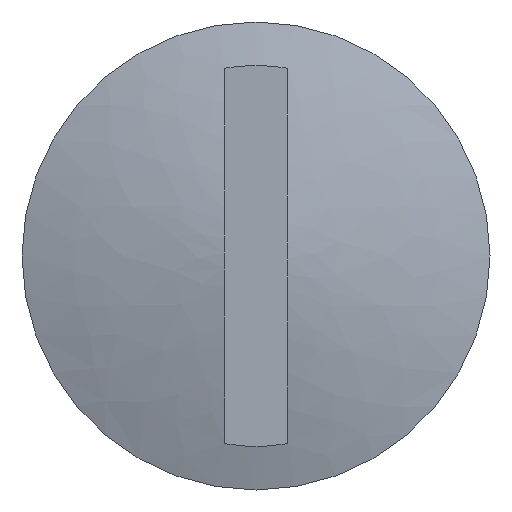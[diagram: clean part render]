
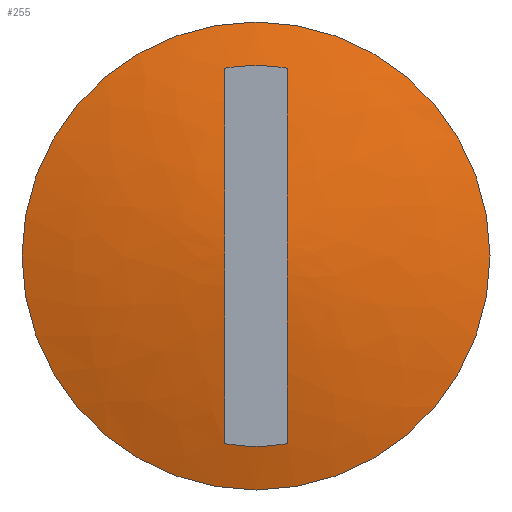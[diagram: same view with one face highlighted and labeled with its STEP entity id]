
A CAD part, left-side view. The second image highlights one B-rep face of the part: STEP entity #255.
In plain terms, the highlighted free-form (B-spline) face has degree [2, 2] with [3, 9] control points.
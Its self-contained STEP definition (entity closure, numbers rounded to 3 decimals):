
#28=(
BOUNDED_CURVE()
B_SPLINE_CURVE(2,(#983,#984,#985),.UNSPECIFIED.,.F.,.F.)
B_SPLINE_CURVE_WITH_KNOTS((3,3),(1.273,1.312),
 .UNSPECIFIED.)
CURVE()
GEOMETRIC_REPRESENTATION_ITEM()
RATIONAL_B_SPLINE_CURVE((1.,0.999,0.999))
REPRESENTATION_ITEM('')
);
#29=(
BOUNDED_SURFACE()
B_SPLINE_SURFACE(2,2,((#952,#953,#954,#955,#956,#957,#958,#959,#960),(#961,
#962,#963,#964,#965,#966,#967,#968,#969),(#970,#971,#972,#973,#974,#975,
#976,#977,#978)),.UNSPECIFIED.,.F.,.T.,.F.)
B_SPLINE_SURFACE_WITH_KNOTS((3,3),(3,2,2,2,3),(-1.45,-1.273),
(-3.142,-1.571,0.,1.571,3.142),
 .UNSPECIFIED.)
GEOMETRIC_REPRESENTATION_ITEM()
RATIONAL_B_SPLINE_SURFACE(((1.,0.707,1.,0.707,1.,
0.707,1.,0.707,1.),(0.996,0.704,
0.996,0.704,0.996,0.704,0.996,
0.704,0.996),(1.,0.707,1.,0.707,
1.,0.707,1.,0.707,1.)))
REPRESENTATION_ITEM('')
SURFACE()
);
#65=FACE_OUTER_BOUND('',#85,.T.);
#85=EDGE_LOOP('',(#211,#212,#213,#214,#215,#216,#217,#218,#219));
#104=CIRCLE('',#309,6.1);
#105=CIRCLE('',#310,6.1);
#106=CIRCLE('',#311,6.1);
#108=CIRCLE('',#315,7.5);
#109=CIRCLE('',#316,7.5);
#126=B_SPLINE_CURVE_WITH_KNOTS('',3,(#908,#909,#910,#911,#912,#913,#914,
#915,#916,#917,#918,#919,#920,#921,#922),.UNSPECIFIED.,.F.,.F.,(4,2,2,3,
2,2,4),(-0.584,-0.323,-0.162,0.,0.162,
0.323,0.584),.UNSPECIFIED.);
#127=B_SPLINE_CURVE_WITH_KNOTS('',3,(#927,#928,#929,#930,#931,#932,#933,
#934,#935,#936,#937,#938,#939,#940,#941),.UNSPECIFIED.,.F.,.F.,(4,2,2,3,
2,2,4),(-0.584,-0.323,-0.162,0.,0.162,
0.323,0.584),.UNSPECIFIED.);
#137=VERTEX_POINT('',#906);
#138=VERTEX_POINT('',#907);
#139=VERTEX_POINT('',#925);
#140=VERTEX_POINT('',#926);
#141=VERTEX_POINT('',#944);
#143=VERTEX_POINT('',#979);
#144=VERTEX_POINT('',#980);
#163=EDGE_CURVE('',#137,#138,#126,.T.);
#165=EDGE_CURVE('',#139,#140,#127,.T.);
#167=EDGE_CURVE('',#140,#141,#104,.T.);
#168=EDGE_CURVE('',#138,#139,#105,.T.);
#169=EDGE_CURVE('',#141,#137,#106,.T.);
#171=EDGE_CURVE('',#143,#144,#108,.T.);
#172=EDGE_CURVE('',#144,#143,#109,.T.);
#173=EDGE_CURVE('',#144,#141,#28,.T.);
#211=ORIENTED_EDGE('',*,*,#171,.F.);
#212=ORIENTED_EDGE('',*,*,#172,.F.);
#213=ORIENTED_EDGE('',*,*,#173,.T.);
#214=ORIENTED_EDGE('',*,*,#169,.T.);
#215=ORIENTED_EDGE('',*,*,#163,.T.);
#216=ORIENTED_EDGE('',*,*,#168,.T.);
#217=ORIENTED_EDGE('',*,*,#165,.T.);
#218=ORIENTED_EDGE('',*,*,#167,.T.);
#219=ORIENTED_EDGE('',*,*,#173,.F.);
#255=ADVANCED_FACE('',(#65),#29,.F.);
#309=AXIS2_PLACEMENT_3D('',#945,#360,#361);
#310=AXIS2_PLACEMENT_3D('',#946,#362,#363);
#311=AXIS2_PLACEMENT_3D('',#947,#364,#365);
#315=AXIS2_PLACEMENT_3D('',#981,#372,#373);
#316=AXIS2_PLACEMENT_3D('',#982,#374,#375);
#360=DIRECTION('center_axis',(1.,0.,0.));
#361=DIRECTION('ref_axis',(0.,0.,-1.));
#362=DIRECTION('center_axis',(1.,0.,0.));
#363=DIRECTION('ref_axis',(0.,0.,-1.));
#364=DIRECTION('center_axis',(1.,0.,0.));
#365=DIRECTION('ref_axis',(0.,0.,-1.));
#372=DIRECTION('center_axis',(1.,0.,0.));
#373=DIRECTION('ref_axis',(0.,0.,-1.));
#374=DIRECTION('center_axis',(1.,0.,0.));
#375=DIRECTION('ref_axis',(0.,0.,-1.));
#906=CARTESIAN_POINT('',(-6.5,-1.,6.017));
#907=CARTESIAN_POINT('',(-6.5,-1.,-6.017));
#908=CARTESIAN_POINT('Ctrl Pts',(-6.5,-1.,6.017));
#909=CARTESIAN_POINT('Ctrl Pts',(-6.737,-1.,5.109));
#910=CARTESIAN_POINT('Ctrl Pts',(-6.939,-1.,4.197));
#911=CARTESIAN_POINT('Ctrl Pts',(-7.203,-1.,2.736));
#912=CARTESIAN_POINT('Ctrl Pts',(-7.29,-1.,2.18));
#913=CARTESIAN_POINT('Ctrl Pts',(-7.428,-1.,1.082));
#914=CARTESIAN_POINT('Ctrl Pts',(-7.482,-1.,0.539));
#915=CARTESIAN_POINT('Ctrl Pts',(-7.482,-1.,0.));
#916=CARTESIAN_POINT('Ctrl Pts',(-7.482,-1.,-0.539));
#917=CARTESIAN_POINT('Ctrl Pts',(-7.428,-1.,-1.082));
#918=CARTESIAN_POINT('Ctrl Pts',(-7.29,-1.,-2.18));
#919=CARTESIAN_POINT('Ctrl Pts',(-7.203,-1.,-2.736));
#920=CARTESIAN_POINT('Ctrl Pts',(-6.939,-1.,-4.197));
#921=CARTESIAN_POINT('Ctrl Pts',(-6.737,-1.,-5.109));
#922=CARTESIAN_POINT('Ctrl Pts',(-6.5,-1.,-6.017));
#925=CARTESIAN_POINT('',(-6.5,1.,-6.017));
#926=CARTESIAN_POINT('',(-6.5,1.,6.017));
#927=CARTESIAN_POINT('Ctrl Pts',(-6.5,1.,-6.017));
#928=CARTESIAN_POINT('Ctrl Pts',(-6.737,1.,-5.109));
#929=CARTESIAN_POINT('Ctrl Pts',(-6.939,1.,-4.197));
#930=CARTESIAN_POINT('Ctrl Pts',(-7.203,1.,-2.736));
#931=CARTESIAN_POINT('Ctrl Pts',(-7.29,1.,-2.18));
#932=CARTESIAN_POINT('Ctrl Pts',(-7.428,1.,-1.082));
#933=CARTESIAN_POINT('Ctrl Pts',(-7.482,1.,-0.539));
#934=CARTESIAN_POINT('Ctrl Pts',(-7.482,1.,0.));
#935=CARTESIAN_POINT('Ctrl Pts',(-7.482,1.,0.539));
#936=CARTESIAN_POINT('Ctrl Pts',(-7.428,1.,1.082));
#937=CARTESIAN_POINT('Ctrl Pts',(-7.29,1.,2.18));
#938=CARTESIAN_POINT('Ctrl Pts',(-7.203,1.,2.736));
#939=CARTESIAN_POINT('Ctrl Pts',(-6.939,1.,4.197));
#940=CARTESIAN_POINT('Ctrl Pts',(-6.737,1.,5.109));
#941=CARTESIAN_POINT('Ctrl Pts',(-6.5,1.,6.017));
#944=CARTESIAN_POINT('',(-6.5,0.,6.1));
#945=CARTESIAN_POINT('Origin',(-6.5,0.,0.));
#946=CARTESIAN_POINT('Origin',(-6.5,0.,0.));
#947=CARTESIAN_POINT('Origin',(-6.5,0.,0.));
#952=CARTESIAN_POINT('Ctrl Pts',(-7.482,0.,1.));
#953=CARTESIAN_POINT('Ctrl Pts',(-7.482,-1.,1.));
#954=CARTESIAN_POINT('Ctrl Pts',(-7.482,-1.,0.));
#955=CARTESIAN_POINT('Ctrl Pts',(-7.482,-1.,-1.));
#956=CARTESIAN_POINT('Ctrl Pts',(-7.482,0.,-1.));
#957=CARTESIAN_POINT('Ctrl Pts',(-7.482,1.,-1.));
#958=CARTESIAN_POINT('Ctrl Pts',(-7.482,1.,0.));
#959=CARTESIAN_POINT('Ctrl Pts',(-7.482,1.,1.));
#960=CARTESIAN_POINT('Ctrl Pts',(-7.482,0.,1.));
#961=CARTESIAN_POINT('Ctrl Pts',(-7.078,0.,4.311));
#962=CARTESIAN_POINT('Ctrl Pts',(-7.078,-4.311,4.311));
#963=CARTESIAN_POINT('Ctrl Pts',(-7.078,-4.311,0.));
#964=CARTESIAN_POINT('Ctrl Pts',(-7.078,-4.311,-4.311));
#965=CARTESIAN_POINT('Ctrl Pts',(-7.078,0.,-4.311));
#966=CARTESIAN_POINT('Ctrl Pts',(-7.078,4.311,-4.311));
#967=CARTESIAN_POINT('Ctrl Pts',(-7.078,4.311,0.));
#968=CARTESIAN_POINT('Ctrl Pts',(-7.078,4.311,4.311));
#969=CARTESIAN_POINT('Ctrl Pts',(-7.078,0.,4.311));
#970=CARTESIAN_POINT('Ctrl Pts',(-6.1,0.,7.5));
#971=CARTESIAN_POINT('Ctrl Pts',(-6.1,-7.5,7.5));
#972=CARTESIAN_POINT('Ctrl Pts',(-6.1,-7.5,0.));
#973=CARTESIAN_POINT('Ctrl Pts',(-6.1,-7.5,-7.5));
#974=CARTESIAN_POINT('Ctrl Pts',(-6.1,0.,-7.5));
#975=CARTESIAN_POINT('Ctrl Pts',(-6.1,7.5,-7.5));
#976=CARTESIAN_POINT('Ctrl Pts',(-6.1,7.5,0.));
#977=CARTESIAN_POINT('Ctrl Pts',(-6.1,7.5,7.5));
#978=CARTESIAN_POINT('Ctrl Pts',(-6.1,0.,7.5));
#979=CARTESIAN_POINT('',(-6.1,7.5,0.));
#980=CARTESIAN_POINT('',(-6.1,0.,7.5));
#981=CARTESIAN_POINT('Origin',(-6.1,0.,0.));
#982=CARTESIAN_POINT('Origin',(-6.1,0.,0.));
#983=CARTESIAN_POINT('Ctrl Pts',(-6.1,0.,7.5));
#984=CARTESIAN_POINT('Ctrl Pts',(-6.314,0.,6.804));
#985=CARTESIAN_POINT('Ctrl Pts',(-6.5,0.,6.1));
